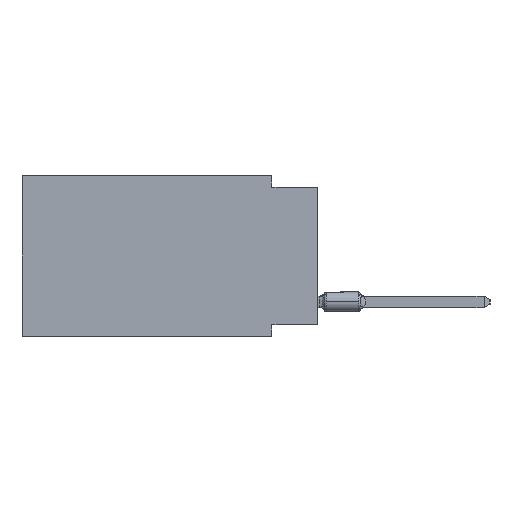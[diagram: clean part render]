
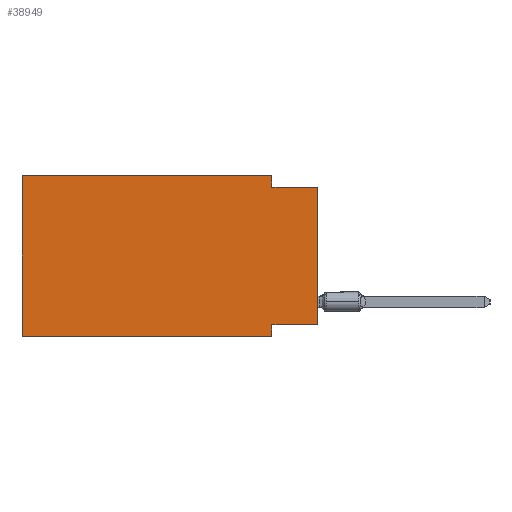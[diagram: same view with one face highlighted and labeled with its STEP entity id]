
A CAD part, left-side view. The second image highlights one B-rep face of the part: STEP entity #38949.
In plain terms, the highlighted planar face has unit normal (-1, 0, 0).
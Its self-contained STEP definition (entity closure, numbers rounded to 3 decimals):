
#462 = CARTESIAN_POINT ( 'NONE',  ( 0., 16.383, 0. ) ) ;
#1219 = DIRECTION ( 'NONE',  ( 0., 0., 1. ) ) ;
#2324 = CARTESIAN_POINT ( 'NONE',  ( 0., 0., 0. ) ) ;
#3763 = CARTESIAN_POINT ( 'NONE',  ( 0., 16.383, -8.89 ) ) ;
#3892 = VECTOR ( 'NONE', #36251, 1000. ) ;
#5087 = PLANE ( 'NONE',  #48410 ) ;
#5549 = CARTESIAN_POINT ( 'NONE',  ( 0., 2.54, 0. ) ) ;
#7392 = DIRECTION ( 'NONE',  ( 0., -1., 0. ) ) ;
#7768 = DIRECTION ( 'NONE',  ( 0., -1., 0. ) ) ;
#7894 = CARTESIAN_POINT ( 'NONE',  ( 0., 16.383, -8.89 ) ) ;
#8249 = EDGE_CURVE ( 'NONE', #32239, #51120, #44043, .T. ) ;
#8872 = EDGE_CURVE ( 'NONE', #31743, #20160, #24955, .T. ) ;
#11386 = ORIENTED_EDGE ( 'NONE', *, *, #53687, .F. ) ;
#12118 = CARTESIAN_POINT ( 'NONE',  ( 0., 16.383, 0. ) ) ;
#12446 = DIRECTION ( 'NONE',  ( 1., 0., 0. ) ) ;
#12695 = FACE_OUTER_BOUND ( 'NONE', #33608, .T. ) ;
#14632 = LINE ( 'NONE', #47754, #28856 ) ;
#15253 = ORIENTED_EDGE ( 'NONE', *, *, #22832, .F. ) ;
#15299 = ORIENTED_EDGE ( 'NONE', *, *, #42127, .T. ) ;
#15728 = DIRECTION ( 'NONE',  ( 0., 1., 0. ) ) ;
#16220 = VECTOR ( 'NONE', #1219, 1000. ) ;
#18186 = DIRECTION ( 'NONE',  ( 0., 0., -1. ) ) ;
#20160 = VERTEX_POINT ( 'NONE', #32469 ) ;
#21595 = VECTOR ( 'NONE', #15728, 1000. ) ;
#21870 = CARTESIAN_POINT ( 'NONE',  ( 0., 16.383, 0. ) ) ;
#22832 = EDGE_CURVE ( 'NONE', #39966, #49251, #53620, .T. ) ;
#23353 = LINE ( 'NONE', #5549, #49297 ) ;
#24626 = CARTESIAN_POINT ( 'NONE',  ( 0., 2.54, 0. ) ) ;
#24955 = LINE ( 'NONE', #7894, #51144 ) ;
#27229 = LINE ( 'NONE', #21870, #16220 ) ;
#27235 = CARTESIAN_POINT ( 'NONE',  ( 0., 2.54, -0.635 ) ) ;
#28543 = VECTOR ( 'NONE', #7392, 1000. ) ;
#28856 = VECTOR ( 'NONE', #18186, 1000. ) ;
#30493 = EDGE_CURVE ( 'NONE', #48888, #20160, #14632, .T. ) ;
#31715 = CARTESIAN_POINT ( 'NONE',  ( 0., 0., -8.255 ) ) ;
#31743 = VERTEX_POINT ( 'NONE', #3763 ) ;
#31792 = EDGE_CURVE ( 'NONE', #52313, #48888, #44750, .T. ) ;
#32239 = VERTEX_POINT ( 'NONE', #27235 ) ;
#32469 = CARTESIAN_POINT ( 'NONE',  ( 0., 2.54, -8.89 ) ) ;
#33608 = EDGE_LOOP ( 'NONE', ( #15299, #45344, #11386, #15253, #47233, #47648, #38105, #43146 ) ) ;
#34802 = CARTESIAN_POINT ( 'NONE',  ( 0., 16.383, 0. ) ) ;
#35637 = CARTESIAN_POINT ( 'NONE',  ( 0., 0., -0.635 ) ) ;
#35733 = LINE ( 'NONE', #2324, #3892 ) ;
#36251 = DIRECTION ( 'NONE',  ( 0., 0., 1. ) ) ;
#37401 = EDGE_CURVE ( 'NONE', #31743, #39966, #27229, .T. ) ;
#38105 = ORIENTED_EDGE ( 'NONE', *, *, #30493, .F. ) ;
#38221 = DIRECTION ( 'NONE',  ( 0., 0., -1. ) ) ;
#38949 = ADVANCED_FACE ( 'NONE', ( #12695 ), #5087, .F. ) ;
#39966 = VERTEX_POINT ( 'NONE', #34802 ) ;
#40182 = DIRECTION ( 'NONE',  ( 0., 0., -1. ) ) ;
#41527 = DIRECTION ( 'NONE',  ( 0., -1., 0. ) ) ;
#42127 = EDGE_CURVE ( 'NONE', #52313, #51120, #35733, .T. ) ;
#43146 = ORIENTED_EDGE ( 'NONE', *, *, #31792, .F. ) ;
#44043 = LINE ( 'NONE', #35637, #28543 ) ;
#44750 = LINE ( 'NONE', #31715, #21595 ) ;
#45344 = ORIENTED_EDGE ( 'NONE', *, *, #8249, .F. ) ;
#47151 = CARTESIAN_POINT ( 'NONE',  ( 0., 0., -0.635 ) ) ;
#47233 = ORIENTED_EDGE ( 'NONE', *, *, #37401, .F. ) ;
#47648 = ORIENTED_EDGE ( 'NONE', *, *, #8872, .T. ) ;
#47754 = CARTESIAN_POINT ( 'NONE',  ( 0., 2.54, -8.89 ) ) ;
#48410 = AXIS2_PLACEMENT_3D ( 'NONE', #462, #12446, #38221 ) ;
#48667 = CARTESIAN_POINT ( 'NONE',  ( 0., 2.54, -8.255 ) ) ;
#48888 = VERTEX_POINT ( 'NONE', #48667 ) ;
#49251 = VERTEX_POINT ( 'NONE', #24626 ) ;
#49297 = VECTOR ( 'NONE', #40182, 1000. ) ;
#51120 = VERTEX_POINT ( 'NONE', #47151 ) ;
#51144 = VECTOR ( 'NONE', #41527, 1000. ) ;
#52237 = VECTOR ( 'NONE', #7768, 1000. ) ;
#52313 = VERTEX_POINT ( 'NONE', #53621 ) ;
#53620 = LINE ( 'NONE', #12118, #52237 ) ;
#53621 = CARTESIAN_POINT ( 'NONE',  ( 0., 0., -8.255 ) ) ;
#53687 = EDGE_CURVE ( 'NONE', #49251, #32239, #23353, .T. ) ;
